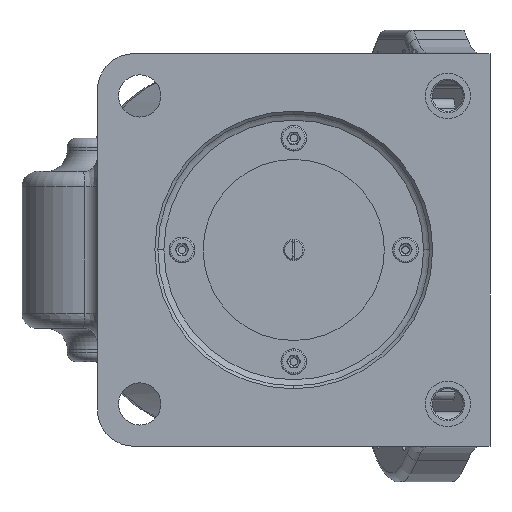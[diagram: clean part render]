
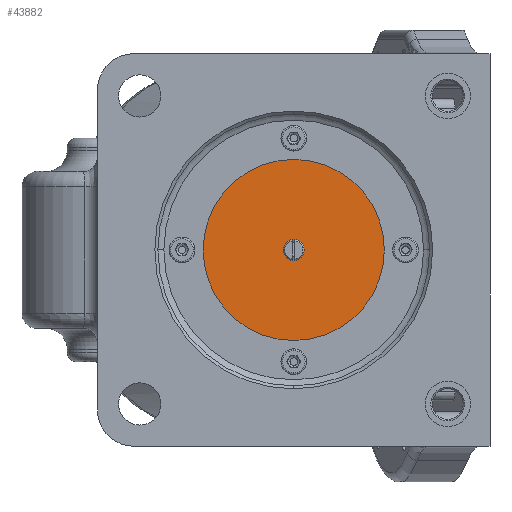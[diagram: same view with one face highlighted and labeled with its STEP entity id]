
A CAD part, front view. The second image highlights one B-rep face of the part: STEP entity #43882.
In plain terms, the highlighted planar face has unit normal (0, -1, 0).
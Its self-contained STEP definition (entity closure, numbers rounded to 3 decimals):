
#9655 = DIRECTION ( 'NONE',  ( 0., 1., 0. ) ) ;
#9656 = DIRECTION ( 'NONE',  ( 0., 0., 1. ) ) ;
#9659 = CARTESIAN_POINT ( 'NONE',  ( -37., 35., 0. ) ) ;
#10218 = DIRECTION ( 'NONE',  ( 0., 1., 0. ) ) ;
#10225 = DIRECTION ( 'NONE',  ( 0., 0., 1. ) ) ;
#10237 = DIRECTION ( 'NONE',  ( 0., -1., 0. ) ) ;
#10248 = CARTESIAN_POINT ( 'NONE',  ( 0., 35., 0. ) ) ;
#10271 = DIRECTION ( 'NONE',  ( 0., 0., -1. ) ) ;
#10288 = CARTESIAN_POINT ( 'NONE',  ( 0., 35., 0. ) ) ;
#11819 = VERTEX_POINT ( 'NONE', #24449 ) ;
#11922 = VERTEX_POINT ( 'NONE', #24701 ) ;
#11923 = VERTEX_POINT ( 'NONE', #24713 ) ;
#11950 = VERTEX_POINT ( 'NONE', #24213 ) ;
#11980 = VERTEX_POINT ( 'NONE', #24273 ) ;
#12005 = VERTEX_POINT ( 'NONE', #24299 ) ;
#12013 = VERTEX_POINT ( 'NONE', #24312 ) ;
#12043 = VERTEX_POINT ( 'NONE', #24337 ) ;
#12050 = VERTEX_POINT ( 'NONE', #24344 ) ;
#12053 = VERTEX_POINT ( 'NONE', #24348 ) ;
#12063 = VERTEX_POINT ( 'NONE', #24231 ) ;
#12129 = VERTEX_POINT ( 'NONE', #22259 ) ;
#12645 = EDGE_CURVE ( 'NONE', #11950, #12129, #44359, .T. ) ;
#12675 = EDGE_CURVE ( 'NONE', #12005, #12013, #44448, .T. ) ;
#12755 = EDGE_CURVE ( 'NONE', #12013, #12005, #48510, .T. ) ;
#12758 = EDGE_CURVE ( 'NONE', #11923, #12050, #48785, .T. ) ;
#19953 = EDGE_CURVE ( 'NONE', #11819, #12053, #48748, .T. ) ;
#20244 = EDGE_CURVE ( 'NONE', #12043, #11922, #48859, .T. ) ;
#20409 = EDGE_CURVE ( 'NONE', #12063, #11980, #47619, .T. ) ;
#21021 = EDGE_CURVE ( 'NONE', #12129, #11950, #48833, .T. ) ;
#21042 = EDGE_CURVE ( 'NONE', #12050, #11923, #48681, .T. ) ;
#21438 = EDGE_CURVE ( 'NONE', #11922, #12043, #48724, .T. ) ;
#21451 = EDGE_CURVE ( 'NONE', #11980, #12063, #48843, .T. ) ;
#21467 = EDGE_CURVE ( 'NONE', #12053, #11819, #48611, .T. ) ;
#21993 = DIRECTION ( 'NONE',  ( 0., 0., 1. ) ) ;
#21994 = DIRECTION ( 'NONE',  ( 0., 1., 0. ) ) ;
#22033 = CARTESIAN_POINT ( 'NONE',  ( 0., 35., 0. ) ) ;
#22259 = CARTESIAN_POINT ( 'NONE',  ( 0., 35., 39.1 ) ) ;
#23451 = ORIENTED_EDGE ( 'NONE', *, *, #21467, .F. ) ;
#23452 = ORIENTED_EDGE ( 'NONE', *, *, #19953, .F. ) ;
#23454 = ORIENTED_EDGE ( 'NONE', *, *, #12645, .T. ) ;
#23455 = ORIENTED_EDGE ( 'NONE', *, *, #21021, .T. ) ;
#23456 = ORIENTED_EDGE ( 'NONE', *, *, #20244, .T. ) ;
#23457 = ORIENTED_EDGE ( 'NONE', *, *, #21438, .T. ) ;
#23458 = ORIENTED_EDGE ( 'NONE', *, *, #12758, .T. ) ;
#23459 = ORIENTED_EDGE ( 'NONE', *, *, #21042, .T. ) ;
#23460 = ORIENTED_EDGE ( 'NONE', *, *, #12755, .T. ) ;
#23462 = ORIENTED_EDGE ( 'NONE', *, *, #12675, .T. ) ;
#23464 = ORIENTED_EDGE ( 'NONE', *, *, #20409, .F. ) ;
#23465 = ORIENTED_EDGE ( 'NONE', *, *, #21451, .F. ) ;
#23641 = EDGE_LOOP ( 'NONE', ( #23457, #23456 ) ) ;
#23674 = EDGE_LOOP ( 'NONE', ( #23459, #23458 ) ) ;
#23677 = EDGE_LOOP ( 'NONE', ( #23452, #23451 ) ) ;
#23984 = EDGE_LOOP ( 'NONE', ( #23462, #23460 ) ) ;
#24072 = EDGE_LOOP ( 'NONE', ( #23465, #23464 ) ) ;
#24133 = EDGE_LOOP ( 'NONE', ( #23455, #23454 ) ) ;
#24213 = CARTESIAN_POINT ( 'NONE',  ( 0., 35., 34.9 ) ) ;
#24231 = CARTESIAN_POINT ( 'NONE',  ( 0., 35., 2.3 ) ) ;
#24273 = CARTESIAN_POINT ( 'NONE',  ( 0., 35., -2.3 ) ) ;
#24299 = CARTESIAN_POINT ( 'NONE',  ( 0., 35., -34.9 ) ) ;
#24312 = CARTESIAN_POINT ( 'NONE',  ( 0., 35., -39.1 ) ) ;
#24337 = CARTESIAN_POINT ( 'NONE',  ( -37., 35., -2.1 ) ) ;
#24344 = CARTESIAN_POINT ( 'NONE',  ( 37., 35., 2.1 ) ) ;
#24348 = CARTESIAN_POINT ( 'NONE',  ( 0., 35., -41. ) ) ;
#24449 = CARTESIAN_POINT ( 'NONE',  ( 0., 35., 41. ) ) ;
#24701 = CARTESIAN_POINT ( 'NONE',  ( -37., 35., 2.1 ) ) ;
#24713 = CARTESIAN_POINT ( 'NONE',  ( 37., 35., -2.1 ) ) ;
#26219 = CARTESIAN_POINT ( 'NONE',  ( 37., 35., 0. ) ) ;
#26222 = DIRECTION ( 'NONE',  ( 0., 1., 0. ) ) ;
#26639 = DIRECTION ( 'NONE',  ( 0., 0., 1. ) ) ;
#27696 = CARTESIAN_POINT ( 'NONE',  ( 0., 35., -37. ) ) ;
#27713 = DIRECTION ( 'NONE',  ( 0., 1., 0. ) ) ;
#27715 = DIRECTION ( 'NONE',  ( 0., 0., 1. ) ) ;
#27741 = DIRECTION ( 'NONE',  ( 0., 1., 0. ) ) ;
#27797 = DIRECTION ( 'NONE',  ( 0., 0., 1. ) ) ;
#27872 = DIRECTION ( 'NONE',  ( 0., 0., 1. ) ) ;
#27874 = DIRECTION ( 'NONE',  ( 0., 1., 0. ) ) ;
#27925 = CARTESIAN_POINT ( 'NONE',  ( 0., 35., -37. ) ) ;
#28006 = CARTESIAN_POINT ( 'NONE',  ( 0., 35., 37. ) ) ;
#32541 = AXIS2_PLACEMENT_3D ( 'NONE', #37329, #37315, #37314 ) ;
#32752 = FACE_BOUND ( 'NONE', #23641, .T. ) ;
#32754 = FACE_BOUND ( 'NONE', #23674, .T. ) ;
#32757 = FACE_BOUND ( 'NONE', #23984, .T. ) ;
#32758 = FACE_OUTER_BOUND ( 'NONE', #23677, .T. ) ;
#32764 = FACE_BOUND ( 'NONE', #24133, .T. ) ;
#32770 = FACE_BOUND ( 'NONE', #24072, .T. ) ;
#37314 = DIRECTION ( 'NONE',  ( 0., 0., 1. ) ) ;
#37315 = DIRECTION ( 'NONE',  ( 0., 1., 0. ) ) ;
#37326 = PLANE ( 'NONE',  #32541 ) ;
#37329 = CARTESIAN_POINT ( 'NONE',  ( -41., 35., 0. ) ) ;
#40854 = CARTESIAN_POINT ( 'NONE',  ( -37., 35., 0. ) ) ;
#40929 = DIRECTION ( 'NONE',  ( 0., -1., 0. ) ) ;
#40942 = CARTESIAN_POINT ( 'NONE',  ( 0., 35., 0. ) ) ;
#41049 = DIRECTION ( 'NONE',  ( 0., 0., 1. ) ) ;
#41165 = DIRECTION ( 'NONE',  ( 0., 1., 0. ) ) ;
#41168 = DIRECTION ( 'NONE',  ( 0., 0., 1. ) ) ;
#41590 = CARTESIAN_POINT ( 'NONE',  ( 0., 35., 37. ) ) ;
#41610 = DIRECTION ( 'NONE',  ( 0., 1., 0. ) ) ;
#41616 = CARTESIAN_POINT ( 'NONE',  ( 37., 35., 0. ) ) ;
#41672 = DIRECTION ( 'NONE',  ( 0., 1., 0. ) ) ;
#41680 = DIRECTION ( 'NONE',  ( 0., 0., -1. ) ) ;
#41686 = DIRECTION ( 'NONE',  ( 0., 0., 1. ) ) ;
#43882 = ADVANCED_FACE ( 'NONE', ( #32770, #32757, #32754, #32752, #32764, #32758 ), #37326, .F. ) ;
#44359 = CIRCLE ( 'NONE', #46704, 2.1 ) ;
#44448 = CIRCLE ( 'NONE', #46708, 2.1 ) ;
#46704 = AXIS2_PLACEMENT_3D ( 'NONE', #28006, #27874, #27872 ) ;
#46708 = AXIS2_PLACEMENT_3D ( 'NONE', #27696, #27713, #27715 ) ;
#46712 = AXIS2_PLACEMENT_3D ( 'NONE', #27925, #27741, #27797 ) ;
#46716 = AXIS2_PLACEMENT_3D ( 'NONE', #26219, #26222, #26639 ) ;
#46830 = AXIS2_PLACEMENT_3D ( 'NONE', #22033, #21994, #21993 ) ;
#46864 = AXIS2_PLACEMENT_3D ( 'NONE', #40854, #41165, #41168 ) ;
#46881 = AXIS2_PLACEMENT_3D ( 'NONE', #40942, #40929, #41680 ) ;
#46929 = AXIS2_PLACEMENT_3D ( 'NONE', #41616, #41672, #41686 ) ;
#46930 = AXIS2_PLACEMENT_3D ( 'NONE', #41590, #41610, #41049 ) ;
#46948 = AXIS2_PLACEMENT_3D ( 'NONE', #9659, #9655, #9656 ) ;
#46952 = AXIS2_PLACEMENT_3D ( 'NONE', #10248, #10237, #10271 ) ;
#46957 = AXIS2_PLACEMENT_3D ( 'NONE', #10288, #10218, #10225 ) ;
#47619 = CIRCLE ( 'NONE', #46881, 2.3 ) ;
#48510 = CIRCLE ( 'NONE', #46712, 2.1 ) ;
#48611 = CIRCLE ( 'NONE', #46957, 41. ) ;
#48681 = CIRCLE ( 'NONE', #46929, 2.1 ) ;
#48724 = CIRCLE ( 'NONE', #46948, 2.1 ) ;
#48748 = CIRCLE ( 'NONE', #46830, 41. ) ;
#48785 = CIRCLE ( 'NONE', #46716, 2.1 ) ;
#48833 = CIRCLE ( 'NONE', #46930, 2.1 ) ;
#48843 = CIRCLE ( 'NONE', #46952, 2.3 ) ;
#48859 = CIRCLE ( 'NONE', #46864, 2.1 ) ;
